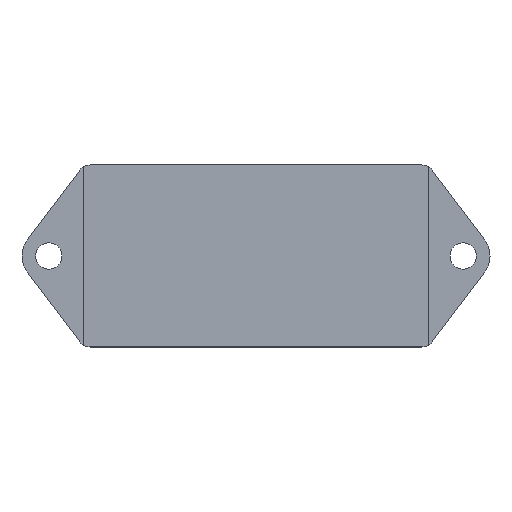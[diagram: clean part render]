
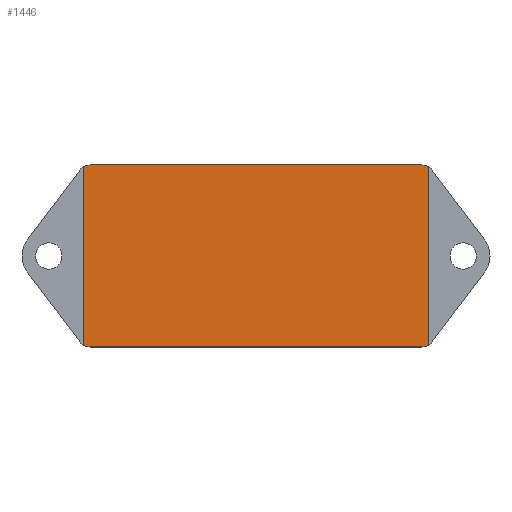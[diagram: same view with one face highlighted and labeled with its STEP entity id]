
A CAD part, top view. The second image highlights one B-rep face of the part: STEP entity #1446.
In plain terms, the highlighted face is planar.
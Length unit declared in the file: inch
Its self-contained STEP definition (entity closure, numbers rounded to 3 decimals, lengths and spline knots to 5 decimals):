
#1142=CARTESIAN_POINT('',(1.0695,0.66433,-0.2475));
#1143=VERTEX_POINT('',#1142);
#1144=CARTESIAN_POINT('',(1.02959,0.675,-0.2475));
#1145=VERTEX_POINT('',#1144);
#1146=CARTESIAN_POINT('',(1.02959,0.595,-0.2475));
#1147=DIRECTION('',(0.0,0.0,1.));
#1148=DIRECTION('',(0.446,0.895,0.0));
#1149=AXIS2_PLACEMENT_3D('',#1146,#1147,#1148);
#1150=CIRCLE('',#1149,0.08);
#1151=EDGE_CURVE('',#1143,#1145,#1150,.T.);
#1370=CARTESIAN_POINT('',(-1.01059,0.675,-0.2475));
#1371=VERTEX_POINT('',#1370);
#1372=CARTESIAN_POINT('',(1.02959,0.675,-0.2475));
#1373=DIRECTION('',(-1.0,0.0,0.0));
#1374=VECTOR('',#1373,2.04017);
#1375=LINE('',#1372,#1374);
#1376=EDGE_CURVE('',#1145,#1371,#1375,.T.);
#1388=CARTESIAN_POINT('',(0.0095,0.115,-0.2475));
#1389=DIRECTION('',(0.0,0.0,1.0));
#1390=DIRECTION('',(1.0,0.0,0.0));
#1391=AXIS2_PLACEMENT_3D('',#1388,#1389,#1390);
#1392=PLANE('',#1391);
#1393=ORIENTED_EDGE('',*,*,#1151,.F.);
#1394=CARTESIAN_POINT('',(1.0695,-0.43433,-0.2475));
#1395=VERTEX_POINT('',#1394);
#1396=CARTESIAN_POINT('',(1.0695,-0.43433,-0.2475));
#1397=DIRECTION('',(0.0,1.0,0.0));
#1398=VECTOR('',#1397,1.09866);
#1399=LINE('',#1396,#1398);
#1400=EDGE_CURVE('',#1395,#1143,#1399,.T.);
#1401=ORIENTED_EDGE('',*,*,#1400,.F.);
#1402=CARTESIAN_POINT('',(1.02959,-0.445,-0.2475));
#1403=VERTEX_POINT('',#1402);
#1404=CARTESIAN_POINT('',(1.02959,-0.365,-0.2475));
#1405=DIRECTION('',(0.0,0.0,1.));
#1406=DIRECTION('',(0.446,-0.895,0.0));
#1407=AXIS2_PLACEMENT_3D('',#1404,#1405,#1406);
#1408=CIRCLE('',#1407,0.08);
#1409=EDGE_CURVE('',#1403,#1395,#1408,.T.);
#1410=ORIENTED_EDGE('',*,*,#1409,.F.);
#1411=CARTESIAN_POINT('',(-1.01059,-0.445,-0.2475));
#1412=VERTEX_POINT('',#1411);
#1413=CARTESIAN_POINT('',(-1.01059,-0.445,-0.2475));
#1414=DIRECTION('',(1.0,0.0,0.0));
#1415=VECTOR('',#1414,2.04017);
#1416=LINE('',#1413,#1415);
#1417=EDGE_CURVE('',#1412,#1403,#1416,.T.);
#1418=ORIENTED_EDGE('',*,*,#1417,.F.);
#1419=CARTESIAN_POINT('',(-1.0505,-0.43433,-0.2475));
#1420=VERTEX_POINT('',#1419);
#1421=CARTESIAN_POINT('',(-1.01059,-0.365,-0.2475));
#1422=DIRECTION('',(0.0,0.0,1.));
#1423=DIRECTION('',(-0.446,-0.895,0.0));
#1424=AXIS2_PLACEMENT_3D('',#1421,#1422,#1423);
#1425=CIRCLE('',#1424,0.08);
#1426=EDGE_CURVE('',#1420,#1412,#1425,.T.);
#1427=ORIENTED_EDGE('',*,*,#1426,.F.);
#1428=CARTESIAN_POINT('',(-1.0505,0.66433,-0.2475));
#1429=VERTEX_POINT('',#1428);
#1430=CARTESIAN_POINT('',(-1.0505,0.66433,-0.2475));
#1431=DIRECTION('',(0.0,-1.0,0.0));
#1432=VECTOR('',#1431,1.09866);
#1433=LINE('',#1430,#1432);
#1434=EDGE_CURVE('',#1429,#1420,#1433,.T.);
#1435=ORIENTED_EDGE('',*,*,#1434,.F.);
#1436=CARTESIAN_POINT('',(-1.01059,0.595,-0.2475));
#1437=DIRECTION('',(0.0,0.0,1.));
#1438=DIRECTION('',(-0.446,0.895,0.0));
#1439=AXIS2_PLACEMENT_3D('',#1436,#1437,#1438);
#1440=CIRCLE('',#1439,0.08);
#1441=EDGE_CURVE('',#1371,#1429,#1440,.T.);
#1442=ORIENTED_EDGE('',*,*,#1441,.F.);
#1443=ORIENTED_EDGE('',*,*,#1376,.F.);
#1444=EDGE_LOOP('',(#1393,#1401,#1410,#1418,#1427,#1435,#1442,#1443));
#1445=FACE_OUTER_BOUND('',#1444,.T.);
#1446=ADVANCED_FACE('',(#1445),#1392,.F.);
